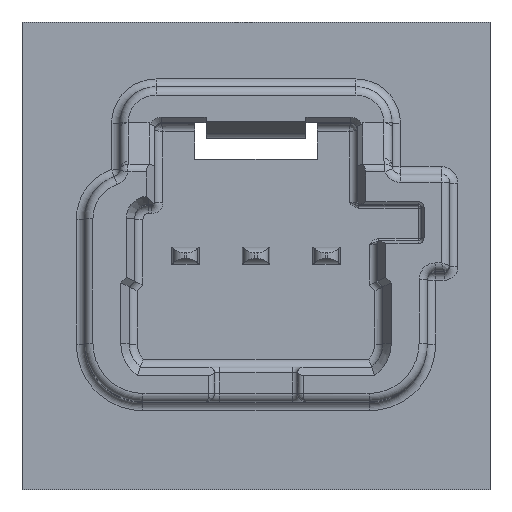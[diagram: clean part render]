
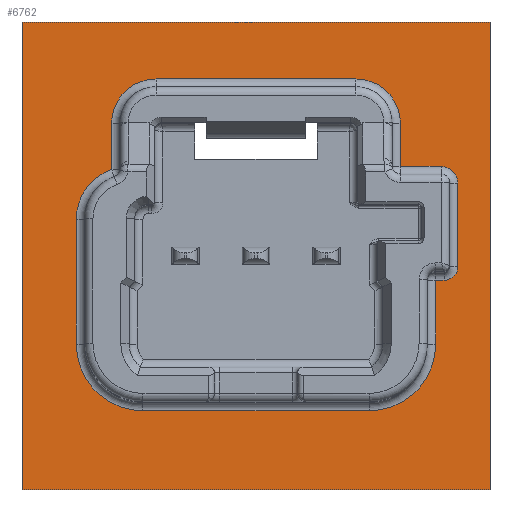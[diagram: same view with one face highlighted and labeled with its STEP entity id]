
A CAD part, top view. The second image highlights one B-rep face of the part: STEP entity #6762.
In plain terms, the highlighted planar face has unit normal (0, 0, 1).
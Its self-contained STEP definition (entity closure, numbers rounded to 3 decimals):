
#4431=AXIS2_PLACEMENT_3D('Circle Axis2P3D',#4429,#4430,$) ;
#4516=AXIS2_PLACEMENT_3D('Circle Axis2P3D',#4514,#4515,$) ;
#4585=AXIS2_PLACEMENT_3D('Circle Axis2P3D',#4583,#4584,$) ;
#4947=AXIS2_PLACEMENT_3D('Circle Axis2P3D',#4945,#4946,$) ;
#6130=AXIS2_PLACEMENT_3D('Circle Axis2P3D',#6128,#6129,$) ;
#6354=AXIS2_PLACEMENT_3D('Circle Axis2P3D',#6352,#6353,$) ;
#6517=AXIS2_PLACEMENT_3D('Circle Axis2P3D',#6515,#6516,$) ;
#6696=AXIS2_PLACEMENT_3D('Plane Axis2P3D',#6693,#6694,#6695) ;
#1751=CARTESIAN_POINT('Vertex',(-5.2,4.775,0.)) ;
#1754=CARTESIAN_POINT('Line Origine',(-5.2,0.,0.)) ;
#1758=CARTESIAN_POINT('Vertex',(-5.2,3.118,0.)) ;
#3383=CARTESIAN_POINT('Vertex',(6.47,-0.875,0.)) ;
#3433=CARTESIAN_POINT('Line Origine',(0.,-0.875,0.)) ;
#3437=CARTESIAN_POINT('Vertex',(6.77,-0.875,0.)) ;
#3492=CARTESIAN_POINT('Vertex',(6.47,-3.175,0.)) ;
#3495=CARTESIAN_POINT('Line Origine',(6.47,0.,0.)) ;
#3620=CARTESIAN_POINT('Vertex',(5.2,3.225,0.)) ;
#3623=CARTESIAN_POINT('Line Origine',(5.2,0.,0.)) ;
#3627=CARTESIAN_POINT('Vertex',(5.2,4.775,0.)) ;
#3691=CARTESIAN_POINT('Vertex',(7.27,-0.375,0.)) ;
#3694=CARTESIAN_POINT('Line Origine',(7.27,0.,0.)) ;
#3698=CARTESIAN_POINT('Vertex',(7.27,2.625,0.)) ;
#3758=CARTESIAN_POINT('Vertex',(3.6,6.375,0.)) ;
#3761=CARTESIAN_POINT('Line Origine',(0.,6.375,0.)) ;
#3765=CARTESIAN_POINT('Vertex',(-3.6,6.375,0.)) ;
#4387=CARTESIAN_POINT('Vertex',(6.67,3.225,0.)) ;
#4390=CARTESIAN_POINT('Line Origine',(0.,3.225,0.)) ;
#4429=CARTESIAN_POINT('Axis2P3D Location',(6.67,2.625,0.)) ;
#4514=CARTESIAN_POINT('Axis2P3D Location',(3.6,4.775,0.)) ;
#4583=CARTESIAN_POINT('Axis2P3D Location',(6.77,-0.375,0.)) ;
#4942=CARTESIAN_POINT('Vertex',(4.07,-5.575,0.)) ;
#4945=CARTESIAN_POINT('Axis2P3D Location',(4.07,-3.175,0.)) ;
#6128=CARTESIAN_POINT('Axis2P3D Location',(-3.6,4.775,0.)) ;
#6352=CARTESIAN_POINT('Axis2P3D Location',(-4.57,1.325,0.)) ;
#6356=CARTESIAN_POINT('Vertex',(-6.47,1.325,0.)) ;
#6424=CARTESIAN_POINT('Line Origine',(-6.47,0.,0.)) ;
#6428=CARTESIAN_POINT('Vertex',(-6.47,-3.175,0.)) ;
#6515=CARTESIAN_POINT('Axis2P3D Location',(-4.07,-3.175,0.)) ;
#6519=CARTESIAN_POINT('Vertex',(-4.07,-5.575,0.)) ;
#6598=CARTESIAN_POINT('Line Origine',(0.,-5.575,0.)) ;
#6693=CARTESIAN_POINT('Axis2P3D Location',(0.,0.,0.)) ;
#6710=CARTESIAN_POINT('Line Origine',(0.,8.425,0.)) ;
#6714=CARTESIAN_POINT('Vertex',(8.426,8.425,0.)) ;
#6716=CARTESIAN_POINT('Vertex',(-8.426,8.425,0.)) ;
#6719=CARTESIAN_POINT('Line Origine',(-8.426,0.,0.)) ;
#6723=CARTESIAN_POINT('Vertex',(-8.426,-8.425,0.)) ;
#6726=CARTESIAN_POINT('Line Origine',(0.,-8.425,0.)) ;
#6730=CARTESIAN_POINT('Vertex',(8.426,-8.425,0.)) ;
#6733=CARTESIAN_POINT('Line Origine',(8.426,0.,0.)) ;
#1755=DIRECTION('Vector Direction',(0.,-1.,0.)) ;
#3434=DIRECTION('Vector Direction',(-1.,0.,0.)) ;
#3496=DIRECTION('Vector Direction',(0.,1.,0.)) ;
#3624=DIRECTION('Vector Direction',(0.,-1.,0.)) ;
#3695=DIRECTION('Vector Direction',(0.,1.,0.)) ;
#3762=DIRECTION('Vector Direction',(-1.,0.,0.)) ;
#4391=DIRECTION('Vector Direction',(1.,0.,0.)) ;
#4430=DIRECTION('Axis2P3D Direction',(0.,0.,1.)) ;
#4515=DIRECTION('Axis2P3D Direction',(0.,0.,1.)) ;
#4584=DIRECTION('Axis2P3D Direction',(0.,0.,1.)) ;
#4946=DIRECTION('Axis2P3D Direction',(0.,0.,1.)) ;
#6129=DIRECTION('Axis2P3D Direction',(-0.,0.,1.)) ;
#6353=DIRECTION('Axis2P3D Direction',(-0.,0.,1.)) ;
#6425=DIRECTION('Vector Direction',(0.,-1.,0.)) ;
#6516=DIRECTION('Axis2P3D Direction',(0.,-0.,1.)) ;
#6599=DIRECTION('Vector Direction',(-1.,0.,0.)) ;
#6694=DIRECTION('Axis2P3D Direction',(0.,0.,1.)) ;
#6695=DIRECTION('Axis2P3D XDirection',(1.,0.,0.)) ;
#6711=DIRECTION('Vector Direction',(1.,0.,0.)) ;
#6720=DIRECTION('Vector Direction',(0.,1.,0.)) ;
#6727=DIRECTION('Vector Direction',(-1.,0.,0.)) ;
#6734=DIRECTION('Vector Direction',(0.,-1.,0.)) ;
#1756=VECTOR('Line Direction',#1755,1.) ;
#3435=VECTOR('Line Direction',#3434,1.) ;
#3497=VECTOR('Line Direction',#3496,1.) ;
#3625=VECTOR('Line Direction',#3624,1.) ;
#3696=VECTOR('Line Direction',#3695,1.) ;
#3763=VECTOR('Line Direction',#3762,1.) ;
#4392=VECTOR('Line Direction',#4391,1.) ;
#6426=VECTOR('Line Direction',#6425,1.) ;
#6600=VECTOR('Line Direction',#6599,1.) ;
#6712=VECTOR('Line Direction',#6711,1.) ;
#6721=VECTOR('Line Direction',#6720,1.) ;
#6728=VECTOR('Line Direction',#6727,1.) ;
#6735=VECTOR('Line Direction',#6734,1.) ;
#6739=ORIENTED_EDGE('',*,*,#6718,.T.) ;
#6740=ORIENTED_EDGE('',*,*,#6725,.T.) ;
#6741=ORIENTED_EDGE('',*,*,#6732,.T.) ;
#6742=ORIENTED_EDGE('',*,*,#6737,.T.) ;
#6745=ORIENTED_EDGE('',*,*,#4518,.T.) ;
#6746=ORIENTED_EDGE('',*,*,#3629,.T.) ;
#6747=ORIENTED_EDGE('',*,*,#4394,.T.) ;
#6748=ORIENTED_EDGE('',*,*,#4433,.T.) ;
#6749=ORIENTED_EDGE('',*,*,#3700,.T.) ;
#6750=ORIENTED_EDGE('',*,*,#4587,.T.) ;
#6751=ORIENTED_EDGE('',*,*,#3439,.T.) ;
#6752=ORIENTED_EDGE('',*,*,#3499,.T.) ;
#6753=ORIENTED_EDGE('',*,*,#4949,.T.) ;
#6754=ORIENTED_EDGE('',*,*,#6602,.T.) ;
#6755=ORIENTED_EDGE('',*,*,#6521,.T.) ;
#6756=ORIENTED_EDGE('',*,*,#6430,.T.) ;
#6757=ORIENTED_EDGE('',*,*,#6358,.T.) ;
#6758=ORIENTED_EDGE('',*,*,#1760,.T.) ;
#6759=ORIENTED_EDGE('',*,*,#6132,.T.) ;
#6760=ORIENTED_EDGE('',*,*,#3767,.T.) ;
#6761=FACE_BOUND('',#6744,.T.) ;
#6762=ADVANCED_FACE('Bilateral Key C',(#6743,#6761),#6697,.T.) ;
#4432=CIRCLE('generated circle',#4431,0.6) ;
#4517=CIRCLE('generated circle',#4516,1.6) ;
#4586=CIRCLE('generated circle',#4585,0.5) ;
#4948=CIRCLE('generated circle',#4947,2.4) ;
#6131=CIRCLE('generated circle',#6130,1.6) ;
#6355=CIRCLE('generated circle',#6354,1.9) ;
#6518=CIRCLE('generated circle',#6517,2.4) ;
#1760=EDGE_CURVE('',#1759,#1752,#1757,.F.) ;
#3439=EDGE_CURVE('',#3438,#3384,#3436,.T.) ;
#3499=EDGE_CURVE('',#3384,#3493,#3498,.F.) ;
#3629=EDGE_CURVE('',#3628,#3621,#3626,.T.) ;
#3700=EDGE_CURVE('',#3699,#3692,#3697,.F.) ;
#3767=EDGE_CURVE('',#3766,#3759,#3764,.F.) ;
#4394=EDGE_CURVE('',#3621,#4388,#4393,.T.) ;
#4433=EDGE_CURVE('',#4388,#3699,#4432,.F.) ;
#4518=EDGE_CURVE('',#3759,#3628,#4517,.F.) ;
#4587=EDGE_CURVE('',#3692,#3438,#4586,.F.) ;
#4949=EDGE_CURVE('',#3493,#4943,#4948,.F.) ;
#6132=EDGE_CURVE('',#1752,#3766,#6131,.F.) ;
#6358=EDGE_CURVE('',#6357,#1759,#6355,.F.) ;
#6430=EDGE_CURVE('',#6429,#6357,#6427,.F.) ;
#6521=EDGE_CURVE('',#6520,#6429,#6518,.F.) ;
#6602=EDGE_CURVE('',#4943,#6520,#6601,.T.) ;
#6718=EDGE_CURVE('',#6715,#6717,#6713,.F.) ;
#6725=EDGE_CURVE('',#6717,#6724,#6722,.F.) ;
#6732=EDGE_CURVE('',#6724,#6731,#6729,.F.) ;
#6737=EDGE_CURVE('',#6731,#6715,#6736,.F.) ;
#6738=EDGE_LOOP('',(#6739,#6740,#6741,#6742)) ;
#6744=EDGE_LOOP('',(#6745,#6746,#6747,#6748,#6749,#6750,#6751,#6752,#6753,#6754,#6755,#6756,#6757,#6758,#6759,#6760)) ;
#6743=FACE_OUTER_BOUND('',#6738,.T.) ;
#1757=LINE('Line',#1754,#1756) ;
#3436=LINE('Line',#3433,#3435) ;
#3498=LINE('Line',#3495,#3497) ;
#3626=LINE('Line',#3623,#3625) ;
#3697=LINE('Line',#3694,#3696) ;
#3764=LINE('Line',#3761,#3763) ;
#4393=LINE('Line',#4390,#4392) ;
#6427=LINE('Line',#6424,#6426) ;
#6601=LINE('Line',#6598,#6600) ;
#6713=LINE('Line',#6710,#6712) ;
#6722=LINE('Line',#6719,#6721) ;
#6729=LINE('Line',#6726,#6728) ;
#6736=LINE('Line',#6733,#6735) ;
#6697=PLANE('',#6696) ;
#1752=VERTEX_POINT('',#1751) ;
#1759=VERTEX_POINT('',#1758) ;
#3384=VERTEX_POINT('',#3383) ;
#3438=VERTEX_POINT('',#3437) ;
#3493=VERTEX_POINT('',#3492) ;
#3621=VERTEX_POINT('',#3620) ;
#3628=VERTEX_POINT('',#3627) ;
#3692=VERTEX_POINT('',#3691) ;
#3699=VERTEX_POINT('',#3698) ;
#3759=VERTEX_POINT('',#3758) ;
#3766=VERTEX_POINT('',#3765) ;
#4388=VERTEX_POINT('',#4387) ;
#4943=VERTEX_POINT('',#4942) ;
#6357=VERTEX_POINT('',#6356) ;
#6429=VERTEX_POINT('',#6428) ;
#6520=VERTEX_POINT('',#6519) ;
#6715=VERTEX_POINT('',#6714) ;
#6717=VERTEX_POINT('',#6716) ;
#6724=VERTEX_POINT('',#6723) ;
#6731=VERTEX_POINT('',#6730) ;
